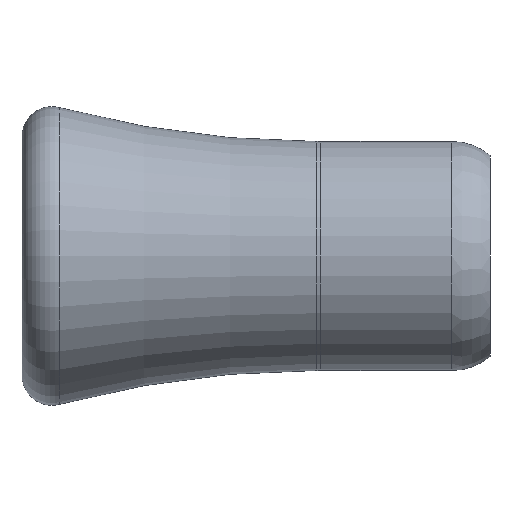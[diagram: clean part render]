
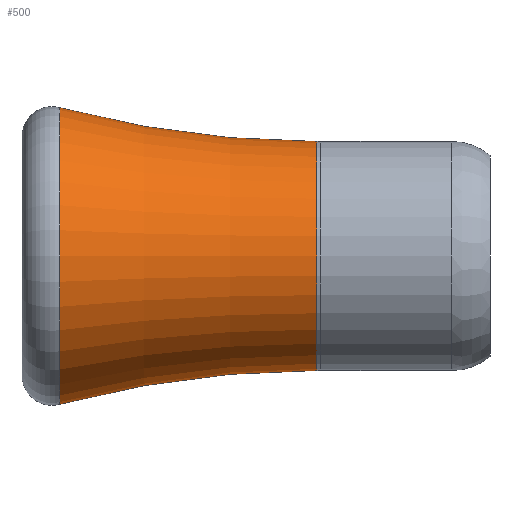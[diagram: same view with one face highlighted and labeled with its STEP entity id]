
A CAD part, left-side view. The second image highlights one B-rep face of the part: STEP entity #500.
In plain terms, the highlighted toroidal (fillet/blend) face has major radius 111.499 mm and minor radius 100 mm.
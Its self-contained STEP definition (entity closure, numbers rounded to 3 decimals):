
#3 = CARTESIAN_POINT ( 'NONE',  ( 0., -3.775, 14.898 ) ) ;
#18 = DIRECTION ( 'NONE',  ( 0., 1., 0. ) ) ;
#39 = DIRECTION ( 'NONE',  ( 0., 0., 1. ) ) ;
#40 = DIRECTION ( 'NONE',  ( -1., 0., 0. ) ) ;
#50 = VERTEX_POINT ( 'NONE', #56 ) ;
#56 = CARTESIAN_POINT ( 'NONE',  ( 0., -3.775, -14.898 ) ) ;
#66 = DIRECTION ( 'NONE',  ( 0., 0., 1. ) ) ;
#70 = VERTEX_POINT ( 'NONE', #3 ) ;
#84 = EDGE_CURVE ( 'NONE', #50, #399, #291, .T. ) ;
#87 = CIRCLE ( 'NONE', #310, 100. ) ;
#89 = ORIENTED_EDGE ( 'NONE', *, *, #112, .F. ) ;
#93 = DIRECTION ( 'NONE',  ( 0., 1., 0. ) ) ;
#107 = EDGE_CURVE ( 'NONE', #70, #212, #87, .T. ) ;
#112 = EDGE_CURVE ( 'NONE', #50, #70, #171, .T. ) ;
#133 = CARTESIAN_POINT ( 'NONE',  ( 0., -29.625, 111.499 ) ) ;
#147 = CARTESIAN_POINT ( 'NONE',  ( 0., -29.625, 0. ) ) ;
#165 = ORIENTED_EDGE ( 'NONE', *, *, #84, .T. ) ;
#171 = CIRCLE ( 'NONE', #294, 14.898 ) ;
#176 = ORIENTED_EDGE ( 'NONE', *, *, #202, .T. ) ;
#191 = AXIS2_PLACEMENT_3D ( 'NONE', #147, #93, #449 ) ;
#197 = TOROIDAL_SURFACE ( 'NONE', #191, 111.499, 100. ) ;
#200 = DIRECTION ( 'NONE',  ( 0., 0., -1. ) ) ;
#202 = EDGE_CURVE ( 'NONE', #399, #212, #372, .T. ) ;
#205 = FACE_OUTER_BOUND ( 'NONE', #429, .T. ) ;
#212 = VERTEX_POINT ( 'NONE', #242 ) ;
#242 = CARTESIAN_POINT ( 'NONE',  ( 0., -29.625, 11.499 ) ) ;
#260 = DIRECTION ( 'NONE',  ( 1., 0., 0. ) ) ;
#291 = CIRCLE ( 'NONE', #307, 100. ) ;
#294 = AXIS2_PLACEMENT_3D ( 'NONE', #448, #18, #39 ) ;
#307 = AXIS2_PLACEMENT_3D ( 'NONE', #316, #260, #200 ) ;
#310 = AXIS2_PLACEMENT_3D ( 'NONE', #133, #40, #66 ) ;
#316 = CARTESIAN_POINT ( 'NONE',  ( 0., -29.625, -111.499 ) ) ;
#318 = AXIS2_PLACEMENT_3D ( 'NONE', #423, #381, #458 ) ;
#331 = CARTESIAN_POINT ( 'NONE',  ( 0., -29.625, -11.499 ) ) ;
#357 = ORIENTED_EDGE ( 'NONE', *, *, #107, .F. ) ;
#372 = CIRCLE ( 'NONE', #318, 11.499 ) ;
#381 = DIRECTION ( 'NONE',  ( 0., 1., 0. ) ) ;
#399 = VERTEX_POINT ( 'NONE', #331 ) ;
#423 = CARTESIAN_POINT ( 'NONE',  ( 0., -29.625, 0. ) ) ;
#429 = EDGE_LOOP ( 'NONE', ( #165, #176, #357, #89 ) ) ;
#448 = CARTESIAN_POINT ( 'NONE',  ( 0., -3.775, 0. ) ) ;
#449 = DIRECTION ( 'NONE',  ( 0., 0., 1. ) ) ;
#458 = DIRECTION ( 'NONE',  ( 0., 0., 1. ) ) ;
#500 = ADVANCED_FACE ( 'NONE', ( #205 ), #197, .F. ) ;
